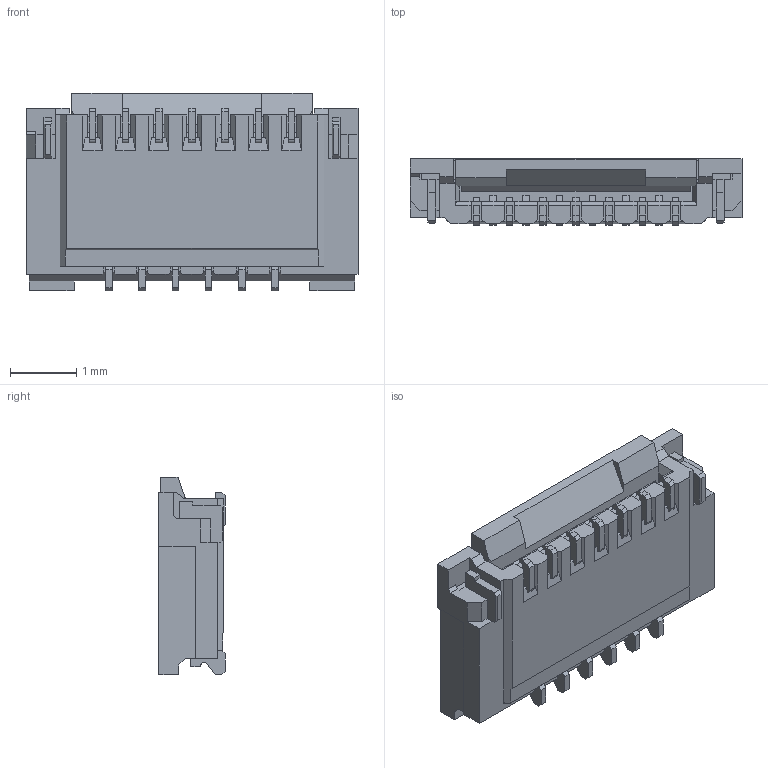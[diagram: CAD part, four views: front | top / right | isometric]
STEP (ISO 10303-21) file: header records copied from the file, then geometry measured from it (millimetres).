
FILE_DESCRIPTION((''),'2;1');
FILE_NAME('5020781362','2019-12-30T',('gga'),(''),'PRO/ENGINEER BY PARAMETRIC TECHNOLOGY CORPORATION, 2016010','PRO/ENGINEER BY PARAMETRIC TECHNOLOGY CORPORATION, 2016010','');
FILE_SCHEMA(('CONFIG_CONTROL_DESIGN'));
Length unit declared in the file: millimetre
Products named in the file (1): 5020781362
Bounding box: 5 x 1 x 2.98 mm (x, y, z)
Volume: 9.2 mm3; surface area: 66.1 mm2
Topology: 1 solids, 1 shells, 486 faces, 1477 edges, 999 vertices
Faces by surface type: plane 448, cylinder 38
Entity records: 16228 total; most frequent: CARTESIAN_POINT 2912, ORIENTED_EDGE 2834, DIRECTION 2525, EDGE_CURVE 1417, VECTOR 1399, LINE 1399, VERTEX_POINT 939, AXIS2_PLACEMENT_3D 563
